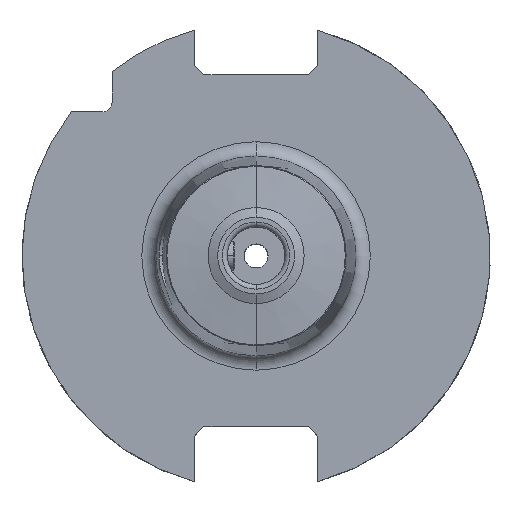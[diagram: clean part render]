
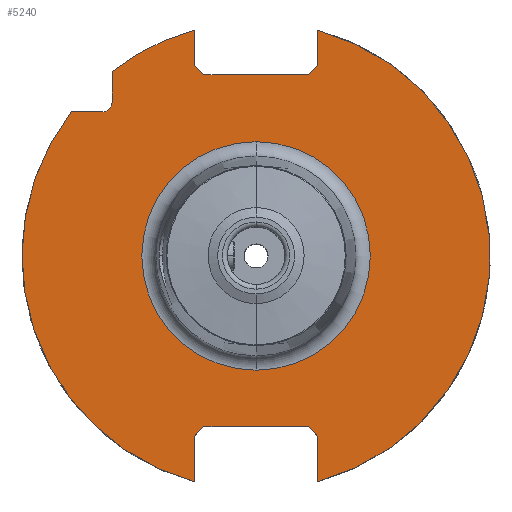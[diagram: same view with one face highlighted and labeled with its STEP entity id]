
A CAD part, top view. The second image highlights one B-rep face of the part: STEP entity #5240.
In plain terms, the highlighted planar face has unit normal (0, 0, 1).
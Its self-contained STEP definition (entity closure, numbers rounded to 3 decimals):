
#329=CARTESIAN_POINT('',(0.,0.,19.1));
#330=DIRECTION('',(0.,0.,-1.));
#331=DIRECTION('',(0.,-1.,0.));
#332=AXIS2_PLACEMENT_3D('',#329,#330,#331);
#345=CARTESIAN_POINT('',(0.,0.,19.1));
#346=DIRECTION('',(0.,0.,1.));
#347=DIRECTION('',(0.,-1.,0.));
#348=AXIS2_PLACEMENT_3D('',#345,#346,#347);
#361=DIRECTION('',(0.707,0.707,0.));
#362=VECTOR('',#361,2.828);
#363=CARTESIAN_POINT('',(10.85,37.7,19.1));
#364=LINE('',#363,#362);
#368=DIRECTION('',(0.,-1.,0.));
#369=VECTOR('',#368,7.326);
#370=CARTESIAN_POINT('',(12.85,47.026,19.1));
#371=LINE('',#370,#369);
#375=DIRECTION('',(0.,1.,0.));
#376=VECTOR('',#375,9.526);
#377=CARTESIAN_POINT('',(12.85,-47.026,19.1));
#378=LINE('',#377,#376);
#382=DIRECTION('',(0.,-1.,0.));
#383=VECTOR('',#382,9.526);
#384=CARTESIAN_POINT('',(-12.85,-37.5,19.1));
#385=LINE('',#384,#383);
#389=DIRECTION('',(1.,0.,0.));
#390=VECTOR('',#389,6.426);
#391=CARTESIAN_POINT('',(-38.426,30.,19.1));
#392=LINE('',#391,#390);
#396=DIRECTION('',(0.,1.,0.));
#397=VECTOR('',#396,6.426);
#398=CARTESIAN_POINT('',(-30.,32.,19.1));
#399=LINE('',#398,#397);
#403=DIRECTION('',(0.,-1.,0.));
#404=VECTOR('',#403,7.326);
#405=CARTESIAN_POINT('',(-12.85,47.026,19.1));
#406=LINE('',#405,#404);
#410=DIRECTION('',(0.707,-0.707,0.));
#411=VECTOR('',#410,2.828);
#412=CARTESIAN_POINT('',(-12.85,39.7,19.1));
#413=LINE('',#412,#411);
#424=DIRECTION('',(1.,0.,0.));
#425=VECTOR('',#424,21.7);
#426=CARTESIAN_POINT('',(-10.85,37.7,19.1));
#427=LINE('',#426,#425);
#494=CARTESIAN_POINT('',(0.,0.,19.1));
#495=DIRECTION('',(0.,0.,1.));
#496=DIRECTION('',(-0.264,0.965,0.));
#497=AXIS2_PLACEMENT_3D('',#494,#495,#496);
#584=CARTESIAN_POINT('',(0.,0.,19.1));
#585=DIRECTION('',(0.,0.,1.));
#586=DIRECTION('',(0.264,-0.965,0.));
#587=AXIS2_PLACEMENT_3D('',#584,#585,#586);
#658=CARTESIAN_POINT('',(0.,0.,19.1));
#659=DIRECTION('',(0.,0.,1.));
#660=DIRECTION('',(-0.788,0.615,0.));
#661=AXIS2_PLACEMENT_3D('',#658,#659,#660);
#1626=CARTESIAN_POINT('',(-32.,32.,19.1));
#1627=DIRECTION('',(0.,0.,-1.));
#1628=DIRECTION('',(1.,0.,0.));
#1629=AXIS2_PLACEMENT_3D('',#1626,#1627,#1628);
#1882=DIRECTION('',(-0.707,0.707,0.));
#1883=VECTOR('',#1882,2.828);
#1884=CARTESIAN_POINT('',(12.85,-37.5,19.1));
#1885=LINE('',#1884,#1883);
#1896=DIRECTION('',(-1.,0.,0.));
#1897=VECTOR('',#1896,21.7);
#1898=CARTESIAN_POINT('',(10.85,-35.5,19.1));
#1899=LINE('',#1898,#1897);
#3758=DIRECTION('',(-0.707,-0.707,0.));
#3759=VECTOR('',#3758,2.828);
#3760=CARTESIAN_POINT('',(-10.85,-35.5,19.1));
#3761=LINE('',#3760,#3759);
#4613=CARTESIAN_POINT('',(0.,23.797,19.1));
#4614=VERTEX_POINT('',#4613);
#4623=CARTESIAN_POINT('',(0.,-23.797,19.1));
#4624=VERTEX_POINT('',#4623);
#4663=CARTESIAN_POINT('',(-30.,32.,19.1));
#4664=CARTESIAN_POINT('',(-32.,30.,19.1));
#4665=VERTEX_POINT('',#4663);
#4666=VERTEX_POINT('',#4664);
#4692=CARTESIAN_POINT('',(12.85,39.7,19.1));
#4694=VERTEX_POINT('',#4692);
#4695=CARTESIAN_POINT('',(-12.85,39.7,19.1));
#4697=VERTEX_POINT('',#4695);
#4747=CARTESIAN_POINT('',(-38.426,30.,19.1));
#4748=VERTEX_POINT('',#4747);
#4749=CARTESIAN_POINT('',(-30.,38.426,19.1));
#4750=VERTEX_POINT('',#4749);
#4777=CARTESIAN_POINT('',(12.85,47.026,19.1));
#4778=VERTEX_POINT('',#4777);
#4779=CARTESIAN_POINT('',(-12.85,47.026,19.1));
#4780=VERTEX_POINT('',#4779);
#4820=CARTESIAN_POINT('',(12.85,-47.026,19.1));
#4822=VERTEX_POINT('',#4820);
#4828=CARTESIAN_POINT('',(-12.85,-47.026,19.1));
#4830=VERTEX_POINT('',#4828);
#4909=CARTESIAN_POINT('',(-10.85,37.7,19.1));
#4910=CARTESIAN_POINT('',(10.85,37.7,19.1));
#4911=VERTEX_POINT('',#4909);
#4912=VERTEX_POINT('',#4910);
#4913=CARTESIAN_POINT('',(10.85,-35.5,19.1));
#4914=CARTESIAN_POINT('',(-10.85,-35.5,19.1));
#4915=VERTEX_POINT('',#4913);
#4916=VERTEX_POINT('',#4914);
#4921=CARTESIAN_POINT('',(12.85,-37.5,19.1));
#4922=VERTEX_POINT('',#4921);
#4923=CARTESIAN_POINT('',(-12.85,-37.5,19.1));
#4924=VERTEX_POINT('',#4923);
#5197=CARTESIAN_POINT('',(0.,0.,19.1));
#5198=DIRECTION('',(0.,0.,1.));
#5199=DIRECTION('',(0.,-1.,0.));
#5200=AXIS2_PLACEMENT_3D('',#5197,#5198,#5199);
#5201=PLANE('',#5200);
#5203=ORIENTED_EDGE('',*,*,#5202,.T.);
#5205=ORIENTED_EDGE('',*,*,#5204,.F.);
#5207=ORIENTED_EDGE('',*,*,#5206,.F.);
#5209=ORIENTED_EDGE('',*,*,#5208,.T.);
#5211=ORIENTED_EDGE('',*,*,#5210,.T.);
#5213=ORIENTED_EDGE('',*,*,#5212,.T.);
#5215=ORIENTED_EDGE('',*,*,#5214,.T.);
#5217=ORIENTED_EDGE('',*,*,#5216,.T.);
#5219=ORIENTED_EDGE('',*,*,#5218,.F.);
#5221=ORIENTED_EDGE('',*,*,#5220,.T.);
#5223=ORIENTED_EDGE('',*,*,#5222,.F.);
#5225=ORIENTED_EDGE('',*,*,#5224,.T.);
#5227=ORIENTED_EDGE('',*,*,#5226,.F.);
#5229=ORIENTED_EDGE('',*,*,#5228,.T.);
#5231=ORIENTED_EDGE('',*,*,#5230,.T.);
#5233=ORIENTED_EDGE('',*,*,#5232,.T.);
#5234=EDGE_LOOP('',(#5203,#5205,#5207,#5209,#5211,#5213,#5215,#5217,#5219,#5221,
#5223,#5225,#5227,#5229,#5231,#5233));
#5235=FACE_OUTER_BOUND('',#5234,.F.);
#5236=ORIENTED_EDGE('',*,*,#5179,.F.);
#5237=ORIENTED_EDGE('',*,*,#5190,.T.);
#5238=EDGE_LOOP('',(#5236,#5237));
#5239=FACE_BOUND('',#5238,.F.);
#333=CIRCLE('',#332,23.797);
#349=CIRCLE('',#348,23.797);
#498=CIRCLE('',#497,48.75);
#588=CIRCLE('',#587,48.75);
#662=CIRCLE('',#661,48.75);
#1630=CIRCLE('',#1629,2.);
#5179=EDGE_CURVE('',#4624,#4614,#333,.T.);
#5190=EDGE_CURVE('',#4624,#4614,#349,.T.);
#5202=EDGE_CURVE('',#4912,#4694,#364,.T.);
#5204=EDGE_CURVE('',#4778,#4694,#371,.T.);
#5206=EDGE_CURVE('',#4822,#4778,#588,.T.);
#5208=EDGE_CURVE('',#4822,#4922,#378,.T.);
#5210=EDGE_CURVE('',#4922,#4915,#1885,.T.);
#5212=EDGE_CURVE('',#4915,#4916,#1899,.T.);
#5214=EDGE_CURVE('',#4916,#4924,#3761,.T.);
#5216=EDGE_CURVE('',#4924,#4830,#385,.T.);
#5218=EDGE_CURVE('',#4748,#4830,#662,.T.);
#5220=EDGE_CURVE('',#4748,#4666,#392,.T.);
#5222=EDGE_CURVE('',#4665,#4666,#1630,.T.);
#5224=EDGE_CURVE('',#4665,#4750,#399,.T.);
#5226=EDGE_CURVE('',#4780,#4750,#498,.T.);
#5228=EDGE_CURVE('',#4780,#4697,#406,.T.);
#5230=EDGE_CURVE('',#4697,#4911,#413,.T.);
#5232=EDGE_CURVE('',#4911,#4912,#427,.T.);
#5240=ADVANCED_FACE('',(#5235,#5239),#5201,.T.);
